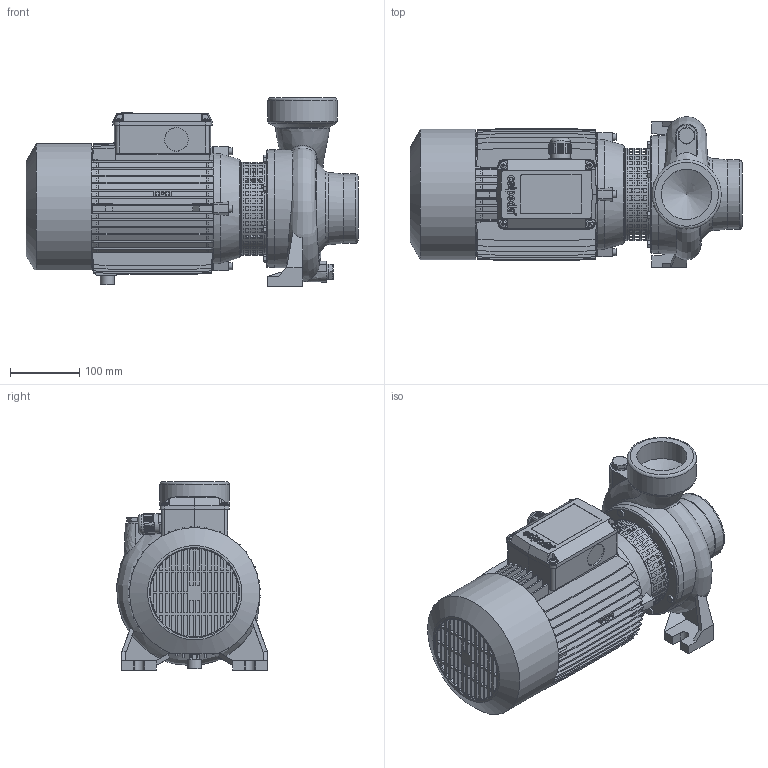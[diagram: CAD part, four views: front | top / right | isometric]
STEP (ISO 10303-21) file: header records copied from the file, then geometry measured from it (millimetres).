
FILE_DESCRIPTION(('STEP AP214'),'2;1');
FILE_NAME('4_93_603_03_REV00.stp','2018-01-16T09:50:18',(''),(''),'2016.1.120','THINKDESIGN','');
FILE_SCHEMA(('AUTOMOTIVE_DESIGN'));
Bounding box: 479 x 217.55 x 272 mm (x, y, z)
Volume: 10603829.3 mm3; surface area: 1041194.1 mm2
Topology: 17 solids, 17 shells, 1690 faces, 5044 edges, 3507 vertices
Faces by surface type: plane 1178, bspline 305, cylinder 207
Full cylindrical faces by diameter (mm): 2.7 x1, 3 x1, 4.4 x2, 5 x5, 6 x20, 8 x1, 10 x8, 15 x1, 16.662 x2, 17.5 x2, 19.682 x1, 20 x1, 22 x2, 23 x1, 24 x2, 25 x1, 28.5 x1, 28.575 x1, 34 x2, 35 x1, 72.5 x2, 100 x2, 134 x1, 155 x1, 160 x2
Entity records: 113277 total; most frequent: CARTESIAN_POINT 54530, ORIENTED_EDGE 9140, DIRECTION 8077, EDGE_CURVE 4570, VECTOR 3239, LINE 3239, VERTEX_POINT 3039, AXIS2_PLACEMENT_3D 2419
